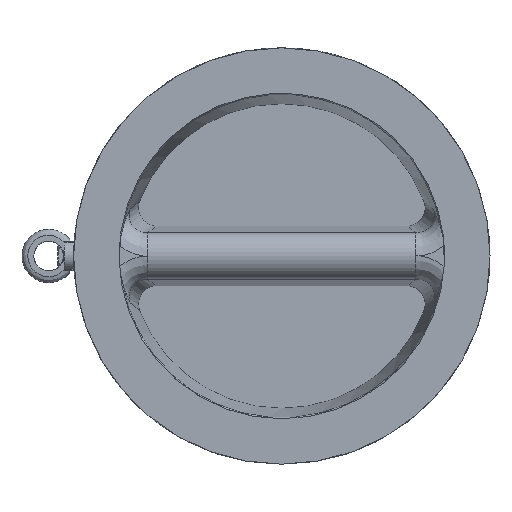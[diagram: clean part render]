
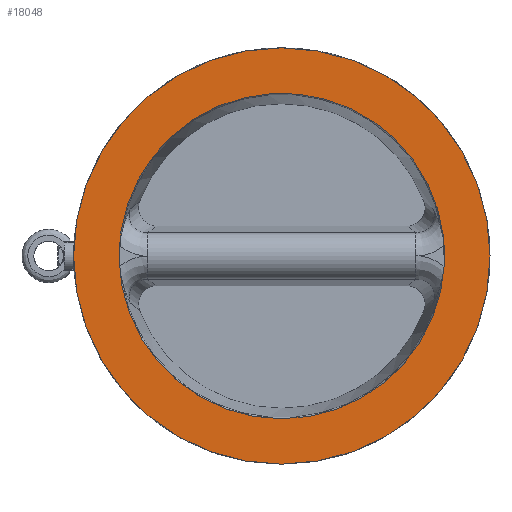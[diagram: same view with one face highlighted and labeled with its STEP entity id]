
A CAD part, front view. The second image highlights one B-rep face of the part: STEP entity #18048.
In plain terms, the highlighted planar face has unit normal (0, -1, 0).
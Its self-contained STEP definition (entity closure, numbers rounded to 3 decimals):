
#16079=CARTESIAN_POINT('',(0.,-69.0,-192.293));
#16080=VERTEX_POINT('',#16079);
#16081=CARTESIAN_POINT('',(0.0,-69.0,0.0));
#16082=DIRECTION('',(0.0,-1.0,0.0));
#16083=DIRECTION('',(0.0,0.0,1.0));
#16084=AXIS2_PLACEMENT_3D('',#16081,#16082,#16083);
#16085=CIRCLE('',#16084,192.293);
#16086=EDGE_CURVE('',#16080,#16080,#16085,.T.);
#18029=CARTESIAN_POINT('',(0.0,-69.0,-123.));
#18030=DIRECTION('',(0.0,1.0,0.0));
#18031=DIRECTION('',(0.0,0.0,1.0));
#18032=AXIS2_PLACEMENT_3D('',#18029,#18030,#18031);
#18033=PLANE('',#18032);
#18034=CARTESIAN_POINT('',(0.0,-69.,-246.));
#18035=VERTEX_POINT('',#18034);
#18036=CARTESIAN_POINT('',(0.0,-69.,0.0));
#18037=DIRECTION('',(0.0,1.0,0.0));
#18038=DIRECTION('',(0.0,0.0,-1.0));
#18039=AXIS2_PLACEMENT_3D('',#18036,#18037,#18038);
#18040=CIRCLE('',#18039,246.);
#18041=EDGE_CURVE('',#18035,#18035,#18040,.T.);
#18042=ORIENTED_EDGE('',*,*,#18041,.F.);
#18043=EDGE_LOOP('',(#18042));
#18044=FACE_OUTER_BOUND('',#18043,.T.);
#18045=ORIENTED_EDGE('',*,*,#16086,.F.);
#18046=EDGE_LOOP('',(#18045));
#18047=FACE_BOUND('',#18046,.T.);
#18048=ADVANCED_FACE('',(#18044,#18047),#18033,.F.);
